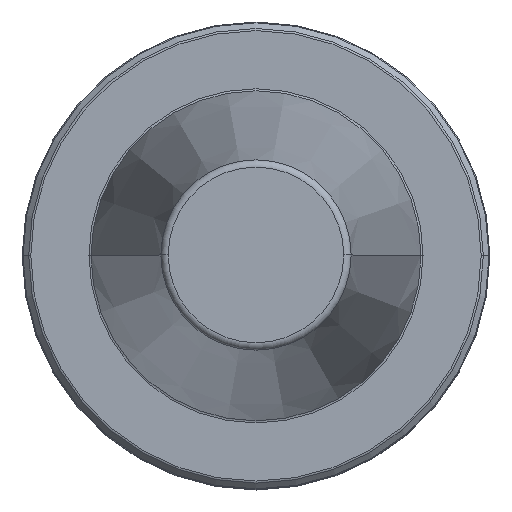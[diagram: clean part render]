
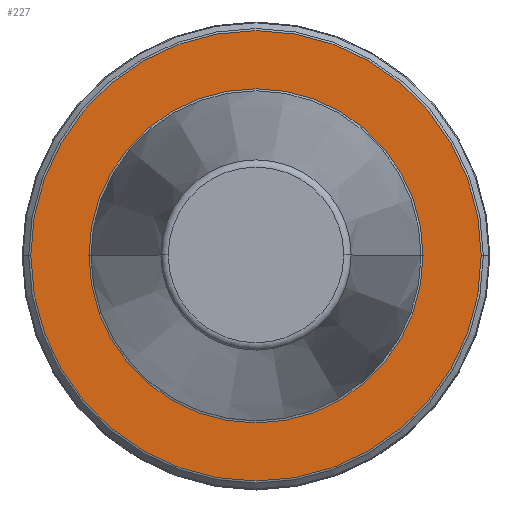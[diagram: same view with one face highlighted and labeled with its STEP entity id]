
A CAD part, top view. The second image highlights one B-rep face of the part: STEP entity #227.
In plain terms, the highlighted planar face has unit normal (0, 0, 1).
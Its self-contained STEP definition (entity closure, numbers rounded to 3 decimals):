
#29 = AXIS2_PLACEMENT_3D ( 'NONE', #277, #919, #365 ) ;
#44 = VERTEX_POINT ( 'NONE', #720 ) ;
#45 = CIRCLE ( 'NONE', #885, 22.5 ) ;
#56 = CARTESIAN_POINT ( 'NONE',  ( 0., 0., -2. ) ) ;
#74 = EDGE_LOOP ( 'NONE', ( #401, #1013 ) ) ;
#92 = FACE_BOUND ( 'NONE', #74, .T. ) ;
#116 = CARTESIAN_POINT ( 'NONE',  ( 30.334, 0., -2. ) ) ;
#124 = CARTESIAN_POINT ( 'NONE',  ( 22.5, 0., -2. ) ) ;
#138 = DIRECTION ( 'NONE',  ( -1., 0., 0. ) ) ;
#176 = FACE_OUTER_BOUND ( 'NONE', #548, .T. ) ;
#227 = ADVANCED_FACE ( 'NONE', ( #176, #92 ), #913, .F. ) ;
#270 = EDGE_CURVE ( 'NONE', #361, #792, #1189, .T. ) ;
#277 = CARTESIAN_POINT ( 'NONE',  ( 0., 0., -2. ) ) ;
#354 = CARTESIAN_POINT ( 'NONE',  ( 0., 0., -2. ) ) ;
#361 = VERTEX_POINT ( 'NONE', #116 ) ;
#365 = DIRECTION ( 'NONE',  ( -1., 0., 0. ) ) ;
#394 = CARTESIAN_POINT ( 'NONE',  ( 0., 0., -2. ) ) ;
#401 = ORIENTED_EDGE ( 'NONE', *, *, #426, .T. ) ;
#426 = EDGE_CURVE ( 'NONE', #44, #438, #938, .T. ) ;
#438 = VERTEX_POINT ( 'NONE', #124 ) ;
#471 = CARTESIAN_POINT ( 'NONE',  ( -30.334, 0., -2. ) ) ;
#501 = DIRECTION ( 'NONE',  ( -1., 0., 0. ) ) ;
#531 = DIRECTION ( 'NONE',  ( 0., 0., -1. ) ) ;
#548 = EDGE_LOOP ( 'NONE', ( #894, #827 ) ) ;
#568 = AXIS2_PLACEMENT_3D ( 'NONE', #1075, #531, #1188 ) ;
#571 = DIRECTION ( 'NONE',  ( -1., 0., 0. ) ) ;
#576 = EDGE_CURVE ( 'NONE', #792, #361, #681, .T. ) ;
#681 = CIRCLE ( 'NONE', #568, 30.334 ) ;
#695 = DIRECTION ( 'NONE',  ( 0., 0., -1. ) ) ;
#720 = CARTESIAN_POINT ( 'NONE',  ( -22.5, 0., -2. ) ) ;
#792 = VERTEX_POINT ( 'NONE', #471 ) ;
#827 = ORIENTED_EDGE ( 'NONE', *, *, #270, .F. ) ;
#882 = AXIS2_PLACEMENT_3D ( 'NONE', #394, #1044, #501 ) ;
#885 = AXIS2_PLACEMENT_3D ( 'NONE', #56, #695, #138 ) ;
#894 = ORIENTED_EDGE ( 'NONE', *, *, #576, .F. ) ;
#913 = PLANE ( 'NONE',  #1179 ) ;
#919 = DIRECTION ( 'NONE',  ( 0., 0., -1. ) ) ;
#938 = CIRCLE ( 'NONE', #882, 22.5 ) ;
#1013 = ORIENTED_EDGE ( 'NONE', *, *, #1137, .T. ) ;
#1044 = DIRECTION ( 'NONE',  ( 0., 0., -1. ) ) ;
#1075 = CARTESIAN_POINT ( 'NONE',  ( 0., 0., -2. ) ) ;
#1118 = DIRECTION ( 'NONE',  ( 0., 0., -1. ) ) ;
#1137 = EDGE_CURVE ( 'NONE', #438, #44, #45, .T. ) ;
#1179 = AXIS2_PLACEMENT_3D ( 'NONE', #354, #1118, #571 ) ;
#1188 = DIRECTION ( 'NONE',  ( -1., 0., 0. ) ) ;
#1189 = CIRCLE ( 'NONE', #29, 30.334 ) ;
